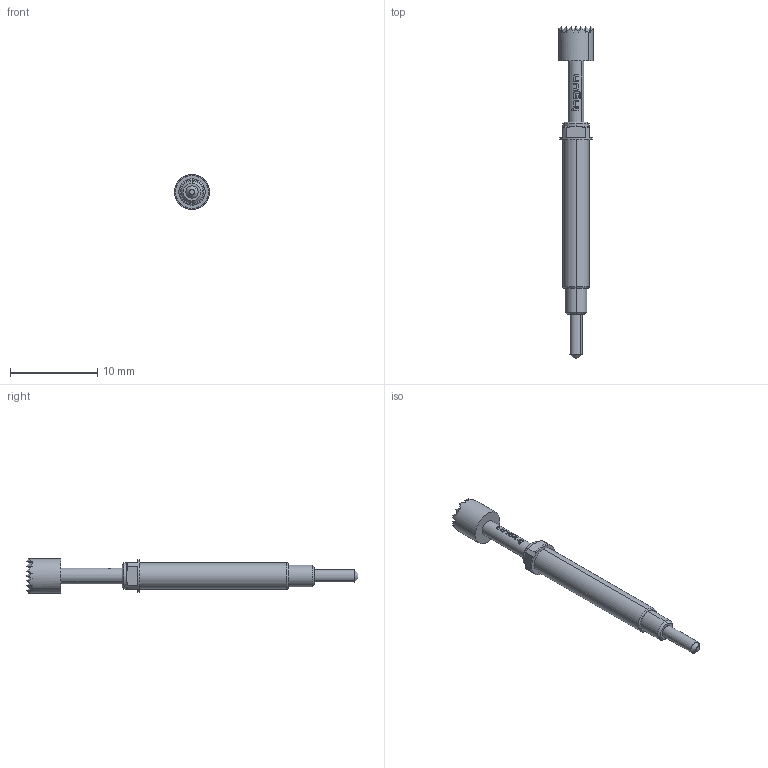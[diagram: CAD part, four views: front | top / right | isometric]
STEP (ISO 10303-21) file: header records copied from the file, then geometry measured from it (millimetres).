
FILE_DESCRIPTION (( 'STEP AP203' ), '1' );
FILE_NAME ('INGUN_GKS-503_306_400_A_xx02_M.STEP', '2020-07-16T15:49:00', ( '' ), ( '' ), 'SwSTEP 2.0', 'SolidWorks 2018', '' );
FILE_SCHEMA (( 'CONFIG_CONTROL_DESIGN' ));
Length unit declared in the file: millimetre
Products named in the file (1): INGUN_GKS-503_306_400_A_xx02_M
Bounding box: 4 x 38 x 4 mm (x, y, z)
Volume: 221.2 mm3; surface area: 360.4 mm2
Topology: 1 solids, 1 shells, 198 faces, 444 edges, 259 vertices
Faces by surface type: plane 117, bspline 51, cylinder 20, cone 8, torus 2
Entity records: 6427 total; most frequent: CARTESIAN_POINT 2643, ORIENTED_EDGE 888, DIRECTION 546, EDGE_CURVE 444, VERTEX_POINT 259, EDGE_LOOP 209, FACE_OUTER_BOUND 198, ADVANCED_FACE 198
